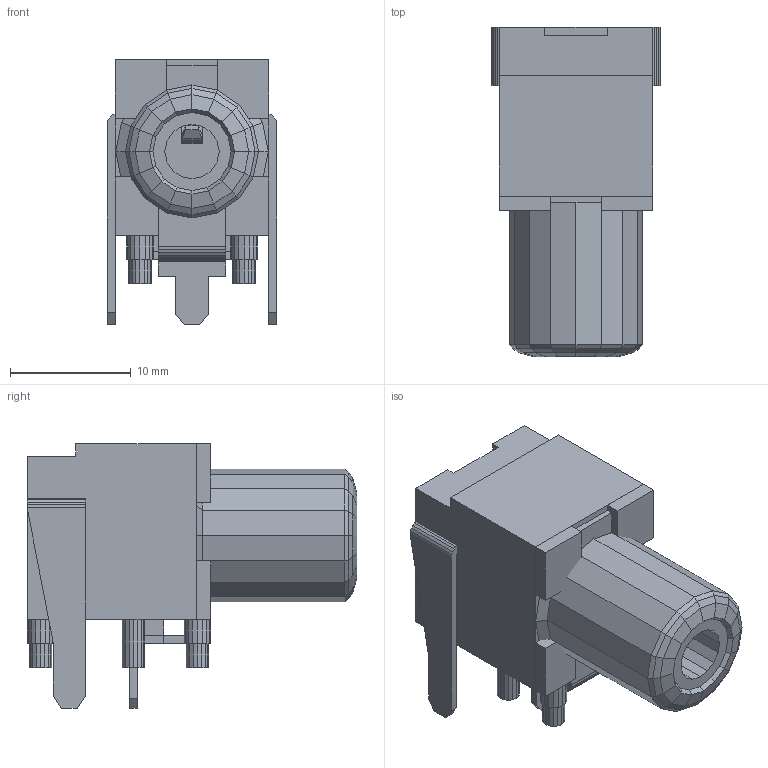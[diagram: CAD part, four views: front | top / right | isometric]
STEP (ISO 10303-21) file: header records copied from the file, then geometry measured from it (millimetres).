
FILE_DESCRIPTION(('STEP AP242'),'1');
FILE_NAME('rca_white2.stp','2025-01-21T20:49:42',(' '),(' '),'Spatial InterOp 3D',' ',' ');
FILE_SCHEMA(('AP242_MANAGED_MODEL_BASED_3D_ENGINEERING_MIM_LF {1 0 10303 442 1 1 4}'));
Length unit declared in the file: metre
Products named in the file (3): rca_white2; metal; plastic
Assembly tree (2 placements, depth 2):
  rca_white2
    metal
    plastic
Bounding box: 14.07 x 27.31 x 21.93 mm (x, y, z)
Volume: 4133.3 mm3; surface area: 4571.1 mm2
Topology: 23 solids, 23 shells, 599 faces, 1442 edges, 888 vertices
Faces by surface type: plane 599
Entity records: 16972 total; most frequent: CARTESIAN_POINT 2932, ORIENTED_EDGE 2884, DIRECTION 2646, EDGE_CURVE 1442, LINE 1442, VECTOR 1442, VERTEX_POINT 888, AXIS2_PLACEMENT_3D 602
